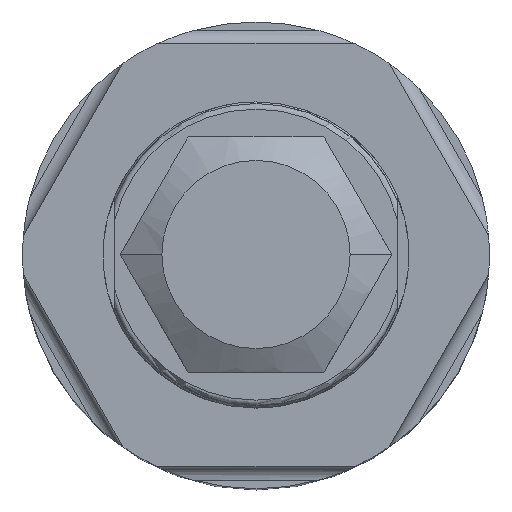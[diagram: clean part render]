
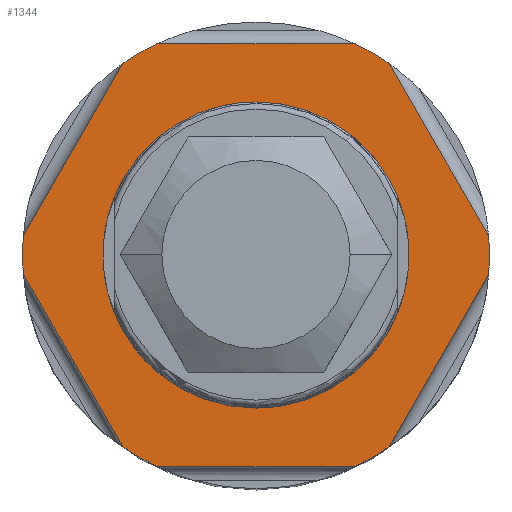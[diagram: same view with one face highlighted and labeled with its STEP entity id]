
A CAD part, top view. The second image highlights one B-rep face of the part: STEP entity #1344.
In plain terms, the highlighted planar face has unit normal (0, 0, 1).
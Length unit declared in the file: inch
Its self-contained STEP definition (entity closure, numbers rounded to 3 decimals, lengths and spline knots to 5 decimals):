
#360=DIRECTION('',(0.5,-0.866,0.));
#361=VECTOR('',#360,0.52794);
#362=CARTESIAN_POINT('',(-0.61782,-0.0519,2.672));
#363=LINE('',#362,#361);
#364=CARTESIAN_POINT('',(0.,0.,2.672));
#365=DIRECTION('',(0.,0.,1.));
#366=DIRECTION('',(-1.,0.,0.));
#367=AXIS2_PLACEMENT_3D('',#364,#365,#366);
#369=CARTESIAN_POINT('',(0.,0.,2.672));
#370=DIRECTION('',(0.,0.,1.));
#371=DIRECTION('',(-0.996,0.084,0.));
#372=AXIS2_PLACEMENT_3D('',#369,#370,#371);
#374=DIRECTION('',(0.5,0.866,0.));
#375=VECTOR('',#374,0.52794);
#376=CARTESIAN_POINT('',(-0.61782,0.0519,2.672));
#377=LINE('',#376,#375);
#378=CARTESIAN_POINT('',(0.,0.,2.672));
#379=DIRECTION('',(0.,0.,1.));
#380=DIRECTION('',(-0.426,0.905,0.));
#381=AXIS2_PLACEMENT_3D('',#378,#379,#380);
#383=DIRECTION('',(1.,0.,0.));
#384=VECTOR('',#383,0.52794);
#385=CARTESIAN_POINT('',(-0.26397,0.561,2.672));
#386=LINE('',#385,#384);
#387=CARTESIAN_POINT('',(0.,0.,2.672));
#388=DIRECTION('',(0.,0.,1.));
#389=DIRECTION('',(0.571,0.821,0.));
#390=AXIS2_PLACEMENT_3D('',#387,#388,#389);
#392=DIRECTION('',(-0.5,0.866,0.));
#393=VECTOR('',#392,0.52794);
#394=CARTESIAN_POINT('',(0.61782,0.0519,2.672));
#395=LINE('',#394,#393);
#396=CARTESIAN_POINT('',(0.,0.,2.672));
#397=DIRECTION('',(0.,0.,1.));
#398=DIRECTION('',(1.,0.,0.));
#399=AXIS2_PLACEMENT_3D('',#396,#397,#398);
#401=CARTESIAN_POINT('',(0.,0.,2.672));
#402=DIRECTION('',(0.,0.,1.));
#403=DIRECTION('',(0.996,-0.084,0.));
#404=AXIS2_PLACEMENT_3D('',#401,#402,#403);
#406=DIRECTION('',(-0.5,-0.866,0.));
#407=VECTOR('',#406,0.52794);
#408=CARTESIAN_POINT('',(0.61782,-0.0519,2.672));
#409=LINE('',#408,#407);
#410=CARTESIAN_POINT('',(0.,0.,2.672));
#411=DIRECTION('',(0.,0.,1.));
#412=DIRECTION('',(0.426,-0.905,0.));
#413=AXIS2_PLACEMENT_3D('',#410,#411,#412);
#415=DIRECTION('',(1.,0.,0.));
#416=VECTOR('',#415,0.52794);
#417=CARTESIAN_POINT('',(-0.26397,-0.561,2.672));
#418=LINE('',#417,#416);
#419=CARTESIAN_POINT('',(0.,0.,2.672));
#420=DIRECTION('',(0.,0.,1.));
#421=DIRECTION('',(-0.571,-0.821,0.));
#422=AXIS2_PLACEMENT_3D('',#419,#420,#421);
#424=CARTESIAN_POINT('',(0.,0.,2.672));
#425=DIRECTION('',(0.,0.,-1.));
#426=DIRECTION('',(0.,1.,0.));
#427=AXIS2_PLACEMENT_3D('',#424,#425,#426);
#429=CARTESIAN_POINT('',(0.,0.,2.672));
#430=DIRECTION('',(0.,0.,-1.));
#431=DIRECTION('',(0.,-1.,0.));
#432=AXIS2_PLACEMENT_3D('',#429,#430,#431);
#932=CARTESIAN_POINT('',(0.62,0.,2.672));
#933=VERTEX_POINT('',#932);
#934=CARTESIAN_POINT('',(-0.62,0.,2.672));
#935=VERTEX_POINT('',#934);
#936=CARTESIAN_POINT('',(-0.26397,-0.561,2.672));
#937=CARTESIAN_POINT('',(0.26397,-0.561,2.672));
#938=VERTEX_POINT('',#936);
#939=VERTEX_POINT('',#937);
#946=CARTESIAN_POINT('',(0.61782,-0.0519,2.672));
#947=CARTESIAN_POINT('',(0.35386,-0.5091,2.672));
#948=VERTEX_POINT('',#946);
#949=VERTEX_POINT('',#947);
#956=CARTESIAN_POINT('',(0.61782,0.0519,2.672));
#957=CARTESIAN_POINT('',(0.35386,0.5091,2.672));
#958=VERTEX_POINT('',#956);
#959=VERTEX_POINT('',#957);
#966=CARTESIAN_POINT('',(-0.26397,0.561,2.672));
#967=CARTESIAN_POINT('',(0.26397,0.561,2.672));
#968=VERTEX_POINT('',#966);
#969=VERTEX_POINT('',#967);
#976=CARTESIAN_POINT('',(-0.61782,0.0519,2.672));
#977=CARTESIAN_POINT('',(-0.35386,0.5091,2.672));
#978=VERTEX_POINT('',#976);
#979=VERTEX_POINT('',#977);
#986=CARTESIAN_POINT('',(-0.61782,-0.0519,2.672));
#987=CARTESIAN_POINT('',(-0.35386,-0.5091,2.672));
#988=VERTEX_POINT('',#986);
#989=VERTEX_POINT('',#987);
#996=CARTESIAN_POINT('',(0.,0.4065,2.672));
#997=CARTESIAN_POINT('',(0.,-0.4065,2.672));
#998=VERTEX_POINT('',#996);
#999=VERTEX_POINT('',#997);
#1305=CARTESIAN_POINT('',(0.,0.,2.672));
#1306=DIRECTION('',(0.,0.,1.));
#1307=DIRECTION('',(1.,0.,0.));
#1308=AXIS2_PLACEMENT_3D('',#1305,#1306,#1307);
#1309=PLANE('',#1308);
#1311=ORIENTED_EDGE('',*,*,#1310,.F.);
#1313=ORIENTED_EDGE('',*,*,#1312,.F.);
#1315=ORIENTED_EDGE('',*,*,#1314,.F.);
#1317=ORIENTED_EDGE('',*,*,#1316,.T.);
#1319=ORIENTED_EDGE('',*,*,#1318,.F.);
#1321=ORIENTED_EDGE('',*,*,#1320,.T.);
#1323=ORIENTED_EDGE('',*,*,#1322,.F.);
#1325=ORIENTED_EDGE('',*,*,#1324,.F.);
#1327=ORIENTED_EDGE('',*,*,#1326,.F.);
#1329=ORIENTED_EDGE('',*,*,#1328,.F.);
#1331=ORIENTED_EDGE('',*,*,#1330,.T.);
#1333=ORIENTED_EDGE('',*,*,#1332,.F.);
#1335=ORIENTED_EDGE('',*,*,#1334,.F.);
#1337=ORIENTED_EDGE('',*,*,#1336,.F.);
#1338=EDGE_LOOP('',(#1311,#1313,#1315,#1317,#1319,#1321,#1323,#1325,#1327,#1329,
#1331,#1333,#1335,#1337));
#1339=FACE_OUTER_BOUND('',#1338,.F.);
#1340=ORIENTED_EDGE('',*,*,#1136,.F.);
#1341=ORIENTED_EDGE('',*,*,#1292,.F.);
#1342=EDGE_LOOP('',(#1340,#1341));
#1343=FACE_BOUND('',#1342,.F.);
#1344=ADVANCED_FACE('',(#1339,#1343),#1309,.T.);
#368=CIRCLE('',#367,0.62);
#373=CIRCLE('',#372,0.62);
#382=CIRCLE('',#381,0.62);
#391=CIRCLE('',#390,0.62);
#400=CIRCLE('',#399,0.62);
#405=CIRCLE('',#404,0.62);
#414=CIRCLE('',#413,0.62);
#423=CIRCLE('',#422,0.62);
#428=CIRCLE('',#427,0.4065);
#433=CIRCLE('',#432,0.4065);
#1136=EDGE_CURVE('',#998,#999,#428,.T.);
#1292=EDGE_CURVE('',#999,#998,#433,.T.);
#1310=EDGE_CURVE('',#988,#989,#363,.T.);
#1312=EDGE_CURVE('',#935,#988,#368,.T.);
#1314=EDGE_CURVE('',#978,#935,#373,.T.);
#1316=EDGE_CURVE('',#978,#979,#377,.T.);
#1318=EDGE_CURVE('',#968,#979,#382,.T.);
#1320=EDGE_CURVE('',#968,#969,#386,.T.);
#1322=EDGE_CURVE('',#959,#969,#391,.T.);
#1324=EDGE_CURVE('',#958,#959,#395,.T.);
#1326=EDGE_CURVE('',#933,#958,#400,.T.);
#1328=EDGE_CURVE('',#948,#933,#405,.T.);
#1330=EDGE_CURVE('',#948,#949,#409,.T.);
#1332=EDGE_CURVE('',#939,#949,#414,.T.);
#1334=EDGE_CURVE('',#938,#939,#418,.T.);
#1336=EDGE_CURVE('',#989,#938,#423,.T.);
